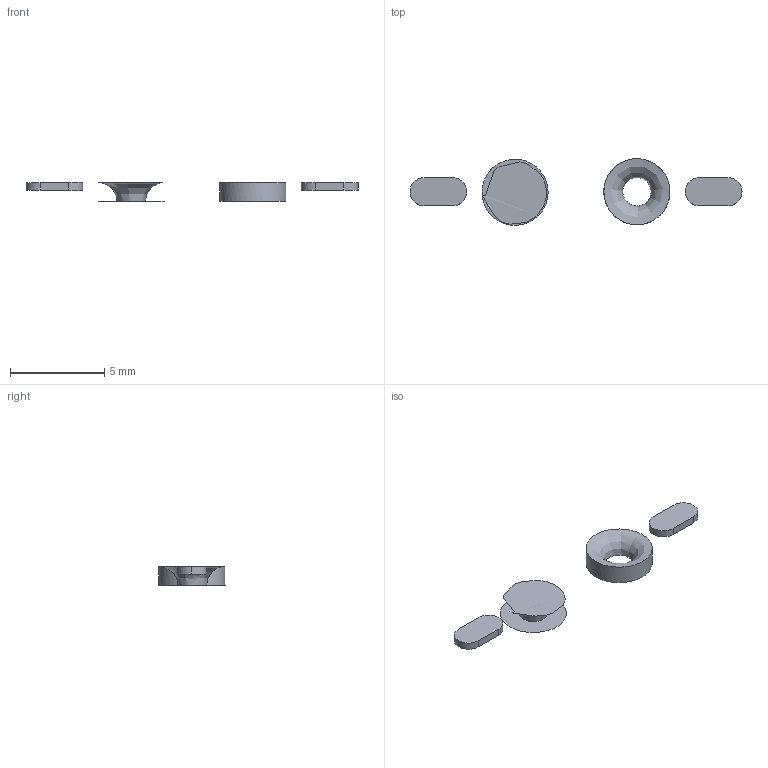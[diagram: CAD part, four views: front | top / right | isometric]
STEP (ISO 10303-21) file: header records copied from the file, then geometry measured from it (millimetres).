
FILE_DESCRIPTION(('HOOPS Exchange Step'),'2;1');
FILE_NAME('temp_export','2023-12-17T01:03:21-05:00',('jscotto'),('Shapr3D Limited'),'HOOPS Exchange 2023.2','Shapr3D','Authorized');
FILE_SCHEMA( ('AUTOMOTIVE_DESIGN { 1 0 10303 214 1 1 1 1 }') );
Length unit declared in the file: millimetre
Products named in the file (1): Pusher (C)
Bounding box: 17.57 x 3.53 x 1 mm (x, y, z)
Volume: 9.9 mm3; surface area: 70.9 mm2
Topology: 4 solids, 4 shells, 21 faces, 47 edges, 32 vertices
Faces by surface type: plane 10, cylinder 6, bspline 5
Entity records: 4500 total; most frequent: CARTESIAN_POINT 4032, ORIENTED_EDGE 94, DIRECTION 76, EDGE_CURVE 47, VERTEX_POINT 32, AXIS2_PLACEMENT_3D 29, EDGE_LOOP 23, FACE_BOUND 23
